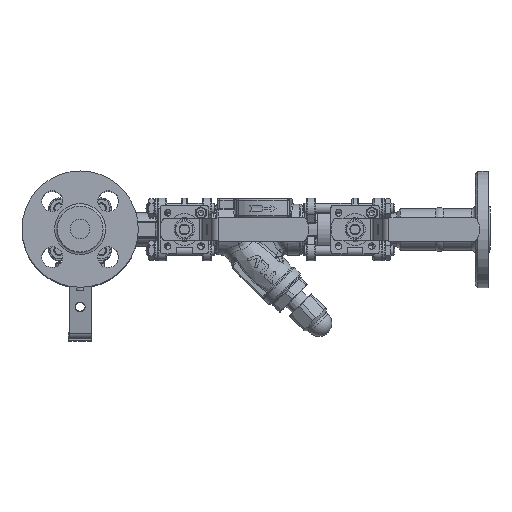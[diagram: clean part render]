
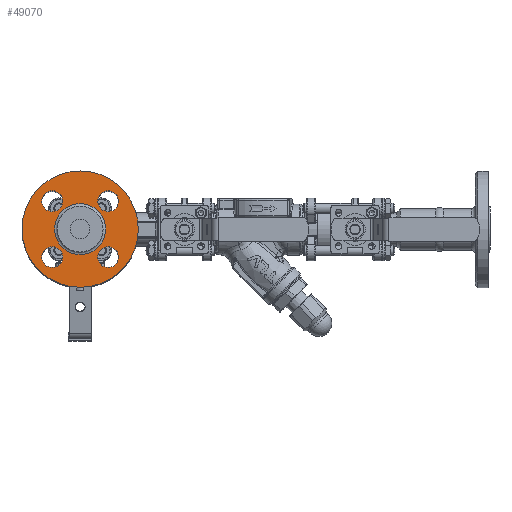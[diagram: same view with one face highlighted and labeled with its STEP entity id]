
A CAD part, top view. The second image highlights one B-rep face of the part: STEP entity #49070.
In plain terms, the highlighted planar face has unit normal (0, 0, 1).
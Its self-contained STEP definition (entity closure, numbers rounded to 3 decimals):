
#4920=FACE_BOUND('',#11008,.T.);
#4921=FACE_BOUND('',#11009,.T.);
#4922=FACE_BOUND('',#11010,.T.);
#4923=FACE_BOUND('',#11011,.T.);
#4924=FACE_BOUND('',#11012,.T.);
#5583=PLANE('',#53658);
#7784=FACE_OUTER_BOUND('',#11007,.T.);
#11007=EDGE_LOOP('',(#39745));
#11008=EDGE_LOOP('',(#39746));
#11009=EDGE_LOOP('',(#39747));
#11010=EDGE_LOOP('',(#39748));
#11011=EDGE_LOOP('',(#39749));
#11012=EDGE_LOOP('',(#39750));
#18837=CIRCLE('',#53643,44.5);
#18839=CIRCLE('',#53647,8.);
#18841=CIRCLE('',#53650,8.);
#18843=CIRCLE('',#53653,8.);
#18845=CIRCLE('',#53656,8.);
#18847=CIRCLE('',#53659,19.486);
#22309=VERTEX_POINT('',#88352);
#22311=VERTEX_POINT('',#88360);
#22313=VERTEX_POINT('',#88366);
#22315=VERTEX_POINT('',#88372);
#22317=VERTEX_POINT('',#88378);
#22319=VERTEX_POINT('',#88384);
#28396=EDGE_CURVE('',#22309,#22309,#18837,.T.);
#28399=EDGE_CURVE('',#22311,#22311,#18839,.T.);
#28402=EDGE_CURVE('',#22313,#22313,#18841,.T.);
#28405=EDGE_CURVE('',#22315,#22315,#18843,.T.);
#28408=EDGE_CURVE('',#22317,#22317,#18845,.T.);
#28411=EDGE_CURVE('',#22319,#22319,#18847,.T.);
#39745=ORIENTED_EDGE('',*,*,#28396,.F.);
#39746=ORIENTED_EDGE('',*,*,#28399,.T.);
#39747=ORIENTED_EDGE('',*,*,#28402,.T.);
#39748=ORIENTED_EDGE('',*,*,#28405,.T.);
#39749=ORIENTED_EDGE('',*,*,#28408,.T.);
#39750=ORIENTED_EDGE('',*,*,#28411,.F.);
#49070=ADVANCED_FACE('',(#7784,#4920,#4921,#4922,#4923,#4924),#5583,.F.);
#53643=AXIS2_PLACEMENT_3D('',#88354,#63823,#63824);
#53647=AXIS2_PLACEMENT_3D('',#88361,#63832,#63833);
#53650=AXIS2_PLACEMENT_3D('',#88367,#63839,#63840);
#53653=AXIS2_PLACEMENT_3D('',#88373,#63846,#63847);
#53656=AXIS2_PLACEMENT_3D('',#88379,#63853,#63854);
#53658=AXIS2_PLACEMENT_3D('',#88383,#63858,#63859);
#53659=AXIS2_PLACEMENT_3D('',#88385,#63860,#63861);
#63823=DIRECTION('center_axis',(0.,0.,
-1.));
#63824=DIRECTION('ref_axis',(1.,0.,0.));
#63832=DIRECTION('center_axis',(0.,0.,
-1.));
#63833=DIRECTION('ref_axis',(-1.,0.,0.));
#63839=DIRECTION('center_axis',(0.,0.,
-1.));
#63840=DIRECTION('ref_axis',(0.,1.,0.));
#63846=DIRECTION('center_axis',(0.,0.,
-1.));
#63847=DIRECTION('ref_axis',(1.,0.,0.));
#63853=DIRECTION('center_axis',(0.,0.,
-1.));
#63854=DIRECTION('ref_axis',(0.,-1.,0.));
#63858=DIRECTION('center_axis',(0.,0.,
-1.));
#63859=DIRECTION('ref_axis',(1.,0.,0.));
#63860=DIRECTION('center_axis',(0.,0.,
1.));
#63861=DIRECTION('ref_axis',(-1.,0.,0.));
#88352=CARTESIAN_POINT('',(-189.536,18.833,190.983));
#88354=CARTESIAN_POINT('Origin',(-145.036,18.833,190.983));
#88360=CARTESIAN_POINT('',(-158.426,-2.557,190.983));
#88361=CARTESIAN_POINT('Origin',(-166.426,-2.557,190.983));
#88366=CARTESIAN_POINT('',(-166.426,32.223,190.983));
#88367=CARTESIAN_POINT('Origin',(-166.426,40.223,190.983));
#88372=CARTESIAN_POINT('',(-131.646,40.223,190.983));
#88373=CARTESIAN_POINT('Origin',(-123.646,40.223,190.983));
#88378=CARTESIAN_POINT('',(-123.646,5.443,190.983));
#88379=CARTESIAN_POINT('Origin',(-123.646,-2.557,190.983));
#88383=CARTESIAN_POINT('Origin',(-145.036,18.833,190.983));
#88384=CARTESIAN_POINT('',(-125.549,18.833,190.983));
#88385=CARTESIAN_POINT('Origin',(-145.036,18.833,190.983));
